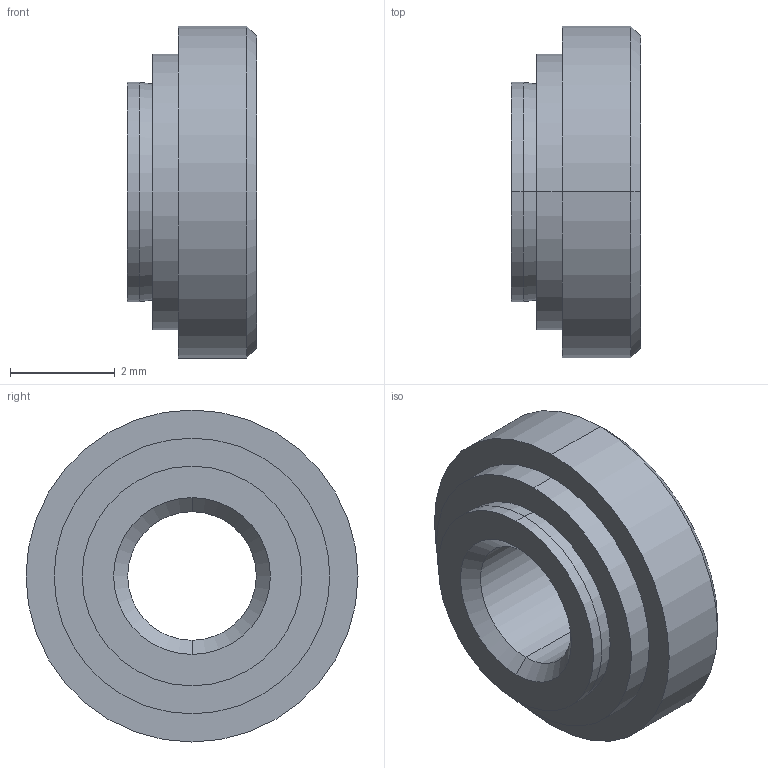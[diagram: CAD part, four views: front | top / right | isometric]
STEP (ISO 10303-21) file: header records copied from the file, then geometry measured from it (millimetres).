
FILE_DESCRIPTION(('starvars output'),'2;1');
FILE_NAME('cv20201128105747000009319.stp','10:57:47 2020/11/28',( 'Thomas Industrial Network Germany GmbH'),( 'Thomas Industrial Network Germany GmbH'),'unknown preprocess','ACIS' ,'unknown authorization');
FILE_SCHEMA(('AUTOMOTIVE_DESIGN_CC2 {UNKNOWN IMPLEMENTATION LEVEL}'));
Length unit declared in the file: millimetre
Products named in the file (1): PRODUCT_ID_1
Bounding box: 2.47 x 6.35 x 6.35 mm (x, y, z)
Volume: 52.1 mm3; surface area: 113.4 mm2
Topology: 1 solids, 1 shells, 59 faces, 145 edges, 94 vertices
Faces by surface type: plane 41, cylinder 10, cone 8
Entity records: 2177 total; most frequent: ORIENTED_EDGE 290, CARTESIAN_POINT 277, DIRECTION 249, EDGE_CURVE 145, VECTOR 117, LINE 117, VERTEX_POINT 94, EDGE_LOOP 67
